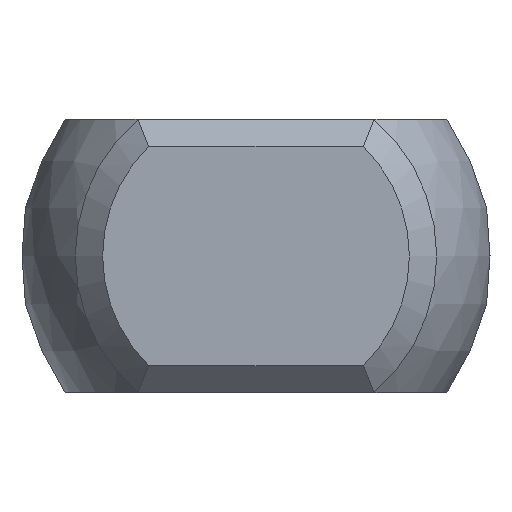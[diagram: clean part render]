
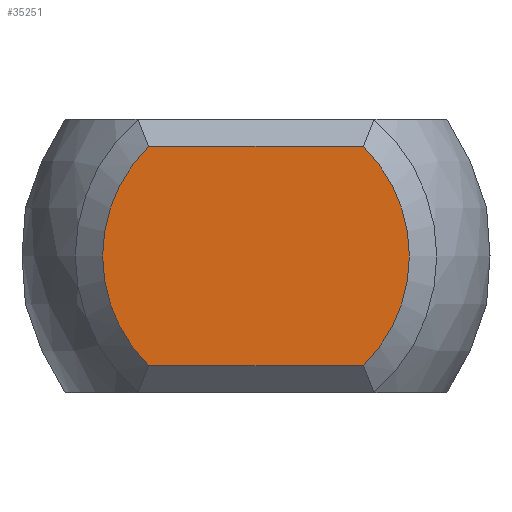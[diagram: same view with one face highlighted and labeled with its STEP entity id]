
A CAD part, left-side view. The second image highlights one B-rep face of the part: STEP entity #35251.
In plain terms, the highlighted planar face has unit normal (-1, 0, 0).
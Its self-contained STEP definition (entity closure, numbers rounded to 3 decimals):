
#33963 = PLANE('',#33964);
#33964 = AXIS2_PLACEMENT_3D('',#33965,#33966,#33967);
#33965 = CARTESIAN_POINT('',(-56.,3.125,2.25));
#33966 = DIRECTION('',(0.707,0.,-0.707));
#33967 = DIRECTION('',(-0.707,0.,-0.707));
#34887 = EDGE_CURVE('',#34888,#34890,#34892,.T.);
#34888 = VERTEX_POINT('',#34889);
#34889 = CARTESIAN_POINT('',(-56.25,-1.96,-2.));
#34890 = VERTEX_POINT('',#34891);
#34891 = CARTESIAN_POINT('',(-56.25,-1.96,2.));
#34892 = SURFACE_CURVE('',#34893,(#34898,#34910),.PCURVE_S1.);
#34893 = CIRCLE('',#34894,2.8);
#34894 = AXIS2_PLACEMENT_3D('',#34895,#34896,#34897);
#34895 = CARTESIAN_POINT('',(-56.25,0.,0.));
#34896 = DIRECTION('',(-1.,0.,0.));
#34897 = DIRECTION('',(0.,-1.,0.));
#34898 = PCURVE('',#34899,#34904);
#34899 = CONICAL_SURFACE('',#34900,3.05,0.785);
#34900 = AXIS2_PLACEMENT_3D('',#34901,#34902,#34903);
#34901 = CARTESIAN_POINT('',(-56.,0.,0.));
#34902 = DIRECTION('',(1.,0.,0.));
#34903 = DIRECTION('',(0.,-1.,0.));
#34904 = DEFINITIONAL_REPRESENTATION('',(#34905),#34909);
#34905 = LINE('',#34906,#34907);
#34906 = CARTESIAN_POINT('',(6.283,-0.25));
#34907 = VECTOR('',#34908,1.);
#34908 = DIRECTION('',(-1.,0.));
#34909 = ( GEOMETRIC_REPRESENTATION_CONTEXT(2) 
PARAMETRIC_REPRESENTATION_CONTEXT() REPRESENTATION_CONTEXT('2D SPACE',''
  ) );
#34910 = PCURVE('',#34911,#34916);
#34911 = PLANE('',#34912);
#34912 = AXIS2_PLACEMENT_3D('',#34913,#34914,#34915);
#34913 = CARTESIAN_POINT('',(-56.25,0.,0.));
#34914 = DIRECTION('',(1.,0.,0.));
#34915 = DIRECTION('',(0.,0.,-1.));
#34916 = DEFINITIONAL_REPRESENTATION('',(#34917),#34925);
#34917 = ( BOUNDED_CURVE() B_SPLINE_CURVE(2,(#34918,#34919,#34920,#34921
    ,#34922,#34923,#34924),.UNSPECIFIED.,.T.,.F.) 
B_SPLINE_CURVE_WITH_KNOTS((1,2,2,2,2,1),(-2.094,0.,
    2.094,4.189,6.283,8.378),
.UNSPECIFIED.) CURVE() GEOMETRIC_REPRESENTATION_ITEM() 
RATIONAL_B_SPLINE_CURVE((1.,0.5,1.,0.5,1.,0.5,1.)) REPRESENTATION_ITEM(
  '') );
#34918 = CARTESIAN_POINT('',(0.,-2.8));
#34919 = CARTESIAN_POINT('',(-4.85,-2.8));
#34920 = CARTESIAN_POINT('',(-2.425,1.4));
#34921 = CARTESIAN_POINT('',(0.,5.6));
#34922 = CARTESIAN_POINT('',(2.425,1.4));
#34923 = CARTESIAN_POINT('',(4.85,-2.8));
#34924 = CARTESIAN_POINT('',(0.,-2.8));
#34925 = ( GEOMETRIC_REPRESENTATION_CONTEXT(2) 
PARAMETRIC_REPRESENTATION_CONTEXT() REPRESENTATION_CONTEXT('2D SPACE',''
  ) );
#34943 = PLANE('',#34944);
#34944 = AXIS2_PLACEMENT_3D('',#34945,#34946,#34947);
#34945 = CARTESIAN_POINT('',(-56.,-3.125,-2.25));
#34946 = DIRECTION('',(0.707,0.,0.707)
  );
#34947 = DIRECTION('',(0.707,0.,-0.707));
#35003 = EDGE_CURVE('',#34890,#35004,#35006,.T.);
#35004 = VERTEX_POINT('',#35005);
#35005 = CARTESIAN_POINT('',(-56.25,1.96,2.));
#35006 = SURFACE_CURVE('',#35007,(#35011,#35018),.PCURVE_S1.);
#35007 = LINE('',#35008,#35009);
#35008 = CARTESIAN_POINT('',(-56.25,3.125,2.));
#35009 = VECTOR('',#35010,1.);
#35010 = DIRECTION('',(0.,1.,0.));
#35011 = PCURVE('',#33963,#35012);
#35012 = DEFINITIONAL_REPRESENTATION('',(#35013),#35017);
#35013 = LINE('',#35014,#35015);
#35014 = CARTESIAN_POINT('',(0.354,0.));
#35015 = VECTOR('',#35016,1.);
#35016 = DIRECTION('',(0.,1.));
#35017 = ( GEOMETRIC_REPRESENTATION_CONTEXT(2) 
PARAMETRIC_REPRESENTATION_CONTEXT() REPRESENTATION_CONTEXT('2D SPACE',''
  ) );
#35018 = PCURVE('',#34911,#35019);
#35019 = DEFINITIONAL_REPRESENTATION('',(#35020),#35024);
#35020 = LINE('',#35021,#35022);
#35021 = CARTESIAN_POINT('',(-2.,3.125));
#35022 = VECTOR('',#35023,1.);
#35023 = DIRECTION('',(0.,1.));
#35024 = ( GEOMETRIC_REPRESENTATION_CONTEXT(2) 
PARAMETRIC_REPRESENTATION_CONTEXT() REPRESENTATION_CONTEXT('2D SPACE',''
  ) );
#35044 = CONICAL_SURFACE('',#35045,3.05,0.785);
#35045 = AXIS2_PLACEMENT_3D('',#35046,#35047,#35048);
#35046 = CARTESIAN_POINT('',(-56.,0.,0.));
#35047 = DIRECTION('',(1.,0.,0.));
#35048 = DIRECTION('',(-0.,1.,0.));
#35058 = EDGE_CURVE('',#35004,#35059,#35061,.T.);
#35059 = VERTEX_POINT('',#35060);
#35060 = CARTESIAN_POINT('',(-56.25,1.96,-2.));
#35061 = SURFACE_CURVE('',#35062,(#35067,#35074),.PCURVE_S1.);
#35062 = CIRCLE('',#35063,2.8);
#35063 = AXIS2_PLACEMENT_3D('',#35064,#35065,#35066);
#35064 = CARTESIAN_POINT('',(-56.25,0.,0.));
#35065 = DIRECTION('',(-1.,0.,0.));
#35066 = DIRECTION('',(0.,1.,0.));
#35067 = PCURVE('',#35044,#35068);
#35068 = DEFINITIONAL_REPRESENTATION('',(#35069),#35073);
#35069 = LINE('',#35070,#35071);
#35070 = CARTESIAN_POINT('',(6.283,-0.25));
#35071 = VECTOR('',#35072,1.);
#35072 = DIRECTION('',(-1.,0.));
#35073 = ( GEOMETRIC_REPRESENTATION_CONTEXT(2) 
PARAMETRIC_REPRESENTATION_CONTEXT() REPRESENTATION_CONTEXT('2D SPACE',''
  ) );
#35074 = PCURVE('',#34911,#35075);
#35075 = DEFINITIONAL_REPRESENTATION('',(#35076),#35084);
#35076 = ( BOUNDED_CURVE() B_SPLINE_CURVE(2,(#35077,#35078,#35079,#35080
    ,#35081,#35082,#35083),.UNSPECIFIED.,.T.,.F.) 
B_SPLINE_CURVE_WITH_KNOTS((1,2,2,2,2,1),(-2.094,0.,
    2.094,4.189,6.283,8.378),
.UNSPECIFIED.) CURVE() GEOMETRIC_REPRESENTATION_ITEM() 
RATIONAL_B_SPLINE_CURVE((1.,0.5,1.,0.5,1.,0.5,1.)) REPRESENTATION_ITEM(
  '') );
#35077 = CARTESIAN_POINT('',(0.,2.8));
#35078 = CARTESIAN_POINT('',(4.85,2.8));
#35079 = CARTESIAN_POINT('',(2.425,-1.4));
#35080 = CARTESIAN_POINT('',(0.,-5.6));
#35081 = CARTESIAN_POINT('',(-2.425,-1.4));
#35082 = CARTESIAN_POINT('',(-4.85,2.8));
#35083 = CARTESIAN_POINT('',(0.,2.8));
#35084 = ( GEOMETRIC_REPRESENTATION_CONTEXT(2) 
PARAMETRIC_REPRESENTATION_CONTEXT() REPRESENTATION_CONTEXT('2D SPACE',''
  ) );
#35158 = EDGE_CURVE('',#35059,#34888,#35159,.T.);
#35159 = SURFACE_CURVE('',#35160,(#35164,#35171),.PCURVE_S1.);
#35160 = LINE('',#35161,#35162);
#35161 = CARTESIAN_POINT('',(-56.25,-3.125,-2.));
#35162 = VECTOR('',#35163,1.);
#35163 = DIRECTION('',(0.,-1.,0.));
#35164 = PCURVE('',#34943,#35165);
#35165 = DEFINITIONAL_REPRESENTATION('',(#35166),#35170);
#35166 = LINE('',#35167,#35168);
#35167 = CARTESIAN_POINT('',(-0.354,0.));
#35168 = VECTOR('',#35169,1.);
#35169 = DIRECTION('',(0.,-1.));
#35170 = ( GEOMETRIC_REPRESENTATION_CONTEXT(2) 
PARAMETRIC_REPRESENTATION_CONTEXT() REPRESENTATION_CONTEXT('2D SPACE',''
  ) );
#35171 = PCURVE('',#34911,#35172);
#35172 = DEFINITIONAL_REPRESENTATION('',(#35173),#35177);
#35173 = LINE('',#35174,#35175);
#35174 = CARTESIAN_POINT('',(2.,-3.125));
#35175 = VECTOR('',#35176,1.);
#35176 = DIRECTION('',(0.,-1.));
#35177 = ( GEOMETRIC_REPRESENTATION_CONTEXT(2) 
PARAMETRIC_REPRESENTATION_CONTEXT() REPRESENTATION_CONTEXT('2D SPACE',''
  ) );
#35251 = ADVANCED_FACE('',(#35252),#34911,.F.);
#35252 = FACE_BOUND('',#35253,.T.);
#35253 = EDGE_LOOP('',(#35254,#35255,#35256,#35257));
#35254 = ORIENTED_EDGE('',*,*,#34887,.T.);
#35255 = ORIENTED_EDGE('',*,*,#35003,.T.);
#35256 = ORIENTED_EDGE('',*,*,#35058,.T.);
#35257 = ORIENTED_EDGE('',*,*,#35158,.T.);
